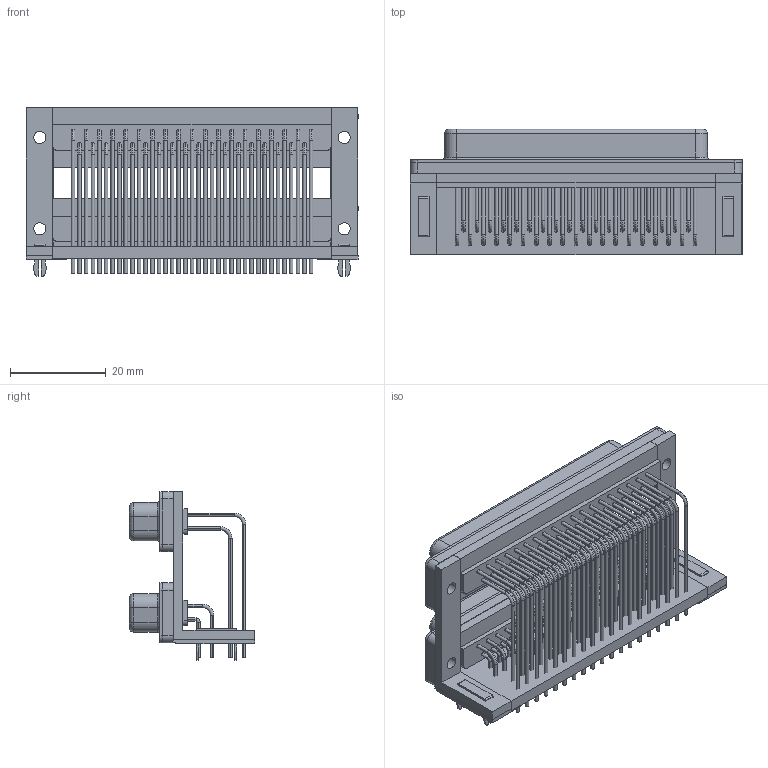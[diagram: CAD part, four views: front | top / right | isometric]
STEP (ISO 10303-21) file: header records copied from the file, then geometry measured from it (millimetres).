
FILE_DESCRIPTION((''),'2;1');
FILE_NAME('FCT_FDT37SG2M.stp','2012-06-18T16:51:27',(''),(''),'Mechanical Desktop 2011','Mechanical Desktop 2011',', , ');
FILE_SCHEMA(('AUTOMOTIVE_DESIGN { 1 2 10303 214 1 1 1 1 }'));
Length unit declared in the file: millimetre
Products named in the file (1): Product
Bounding box: 69.3 x 26.1 x 35.2 mm (x, y, z)
Volume: 16982.2 mm3; surface area: 26190.4 mm2
Topology: 104 solids, 104 shells, 1204 faces, 2702 edges, 1786 vertices
Faces by surface type: cylinder 440, plane 421, torus 156, cone 148, bspline 39
Entity records: 34621 total; most frequent: DIRECTION 6674, CARTESIAN_POINT 6074, ORIENTED_EDGE 5404, AXIS2_PLACEMENT_3D 2806, EDGE_CURVE 2702, VERTEX_POINT 1786, CIRCLE 1640, EDGE_LOOP 1318
